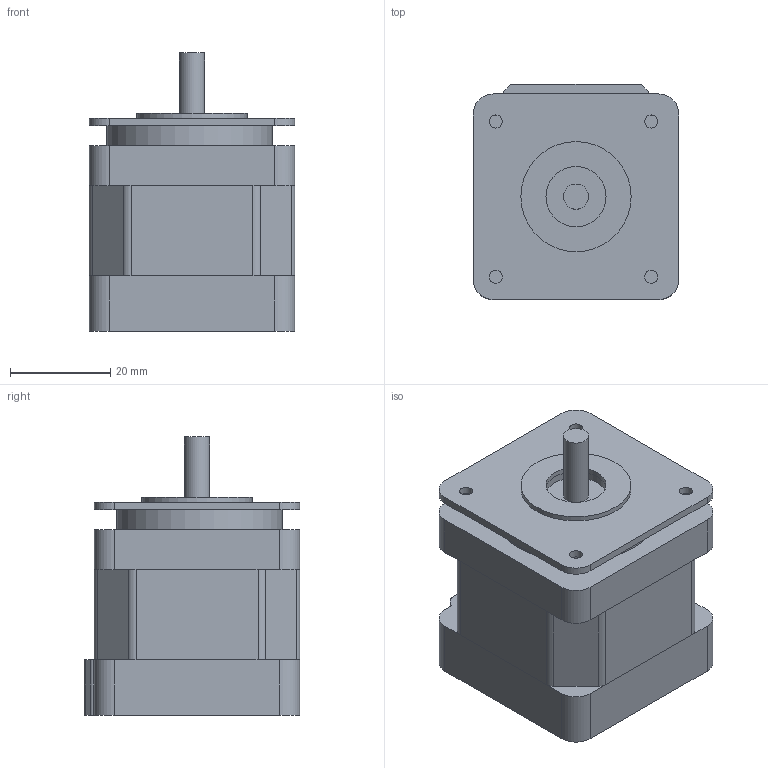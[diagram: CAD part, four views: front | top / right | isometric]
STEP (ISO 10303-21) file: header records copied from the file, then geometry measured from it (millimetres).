
FILE_DESCRIPTION(('FreeCAD Model'),'2;1');
FILE_NAME('Nema17.step', '2017-04-04T14:39:44',('Author'),(''), 'Open CASCADE STEP processor 6.8','FreeCAD','Unknown');
FILE_SCHEMA(('AUTOMOTIVE_DESIGN_CC2 { 1 2 10303 214 -1 1 5 4 }'));
Length unit declared in the file: millimetre
Products named in the file (2): ASSEMBLY; Fusion
Assembly tree (1 placements, depth 2):
  ASSEMBLY
    Fusion
Bounding box: 41 x 43 x 55.5 mm (x, y, z)
Volume: 66783.3 mm3; surface area: 11948.3 mm2
Topology: 1 solids, 1 shells, 73 faces, 183 edges, 117 vertices
Faces by surface type: plane 40, cylinder 33
Full cylindrical faces by diameter (mm): 2.6 x4, 5 x1, 12 x2, 22 x1, 33 x1
Entity records: 5220 total; most frequent: CARTESIAN_POINT 939, DIRECTION 731, LINE 420, VECTOR 420, ORIENTED_EDGE 366, PCURVE 366, DEFINITIONAL_REPRESENTATION 366, EDGE_CURVE 183
